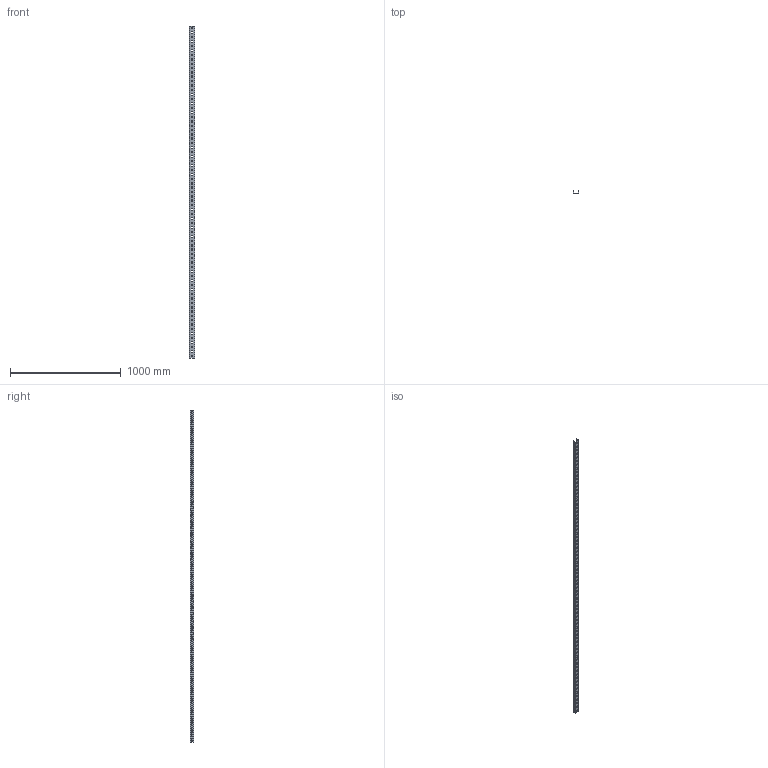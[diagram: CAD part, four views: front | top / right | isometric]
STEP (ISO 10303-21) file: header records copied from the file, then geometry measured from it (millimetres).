
FILE_DESCRIPTION (( 'STEP AP203' ), '1' );
FILE_NAME ('Ïðîôèëü BPL-29_BPL2930.STEP', '2012-11-16T11:02:14', ( 'Àñååâ' ), ( '' ), 'SwSTEP 2.0', 'SolidWorks 2012', '' );
FILE_SCHEMA (( 'CONFIG_CONTROL_DESIGN' ));
Length unit declared in the file: millimetre
Products named in the file (1): Ïðîôèëü BPL-29_BPL2930
Bounding box: 48 x 29 x 3000 mm (x, y, z)
Volume: 412485.7 mm3; surface area: 576856.7 mm2
Topology: 1 solids, 1 shells, 622 faces, 1994 edges, 1374 vertices
Faces by surface type: cylinder 454, plane 168
Full cylindrical faces by diameter (mm): 8.5 x300
Entity records: 21325 total; most frequent: DIRECTION 3698, CARTESIAN_POINT 3391, ORIENTED_EDGE 3088, EDGE_LOOP 1672, EDGE_CURVE 1544, AXIS2_PLACEMENT_3D 1531, VERTEX_POINT 1224, FACE_OUTER_BOUND 922
